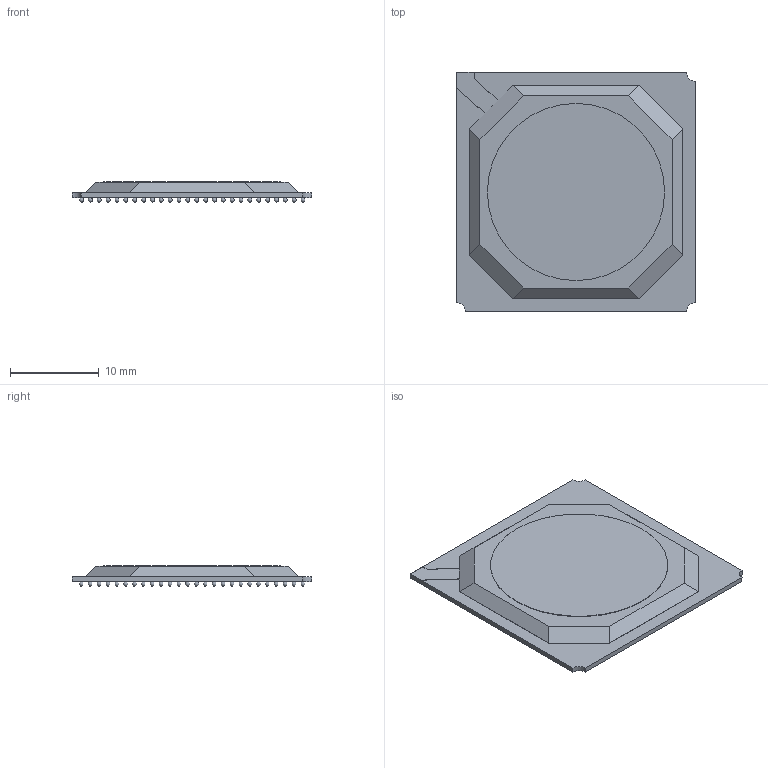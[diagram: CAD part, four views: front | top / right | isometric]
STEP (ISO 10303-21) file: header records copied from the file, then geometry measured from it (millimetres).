
FILE_DESCRIPTION(('FreeCAD Model'),'2;1');
FILE_NAME('VSC8658.step','2020-05-20T23:19:55',('Author'),(''), 'Open CASCADE STEP processor 7.0','FreeCAD','Unknown');
FILE_SCHEMA(('AUTOMOTIVE_DESIGN { 1 0 10303 214 1 1 1 1 }'));
Length unit declared in the file: millimetre
Products named in the file (2): Array.594; Fusion006
Bounding box: 27 x 27 x 2.29 mm (x, y, z)
Volume: 1010.2 mm3; surface area: 1901.6 mm2
Topology: 445 solids, 445 shells, 475 faces, 1413 edges, 942 vertices
Faces by surface type: sphere 444, plane 27, cylinder 4
Full cylindrical faces by diameter (mm): 20 x1
Entity records: 10660 total; most frequent: CARTESIAN_POINT 1232, DIRECTION 1188, VERTEX_POINT 498, AXIS2_PLACEMENT_3D 484, FACE_BOUND 477, ADVANCED_FACE 475, STYLED_ITEM 475, PRESENTATION_STYLE_ASSIGNMENT 475
